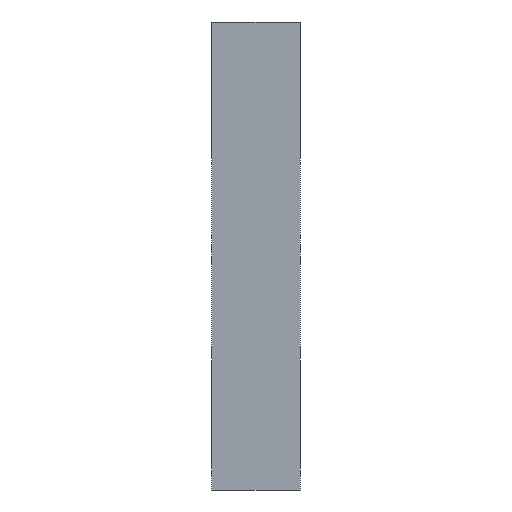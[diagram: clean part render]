
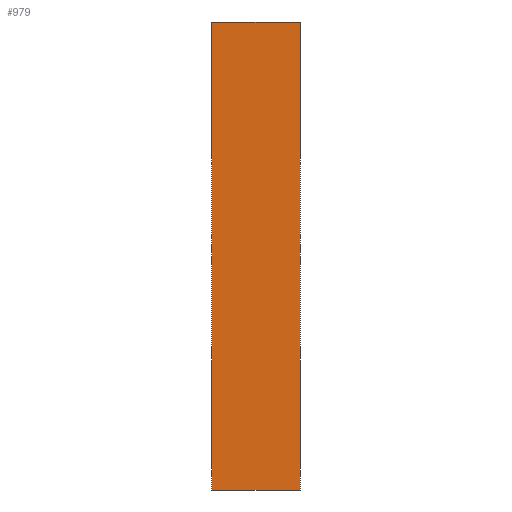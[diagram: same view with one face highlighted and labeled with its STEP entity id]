
A CAD part, left-side view. The second image highlights one B-rep face of the part: STEP entity #979.
In plain terms, the highlighted planar face has unit normal (-1, 0, 0).
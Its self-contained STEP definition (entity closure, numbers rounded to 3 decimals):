
#23=CARTESIAN_POINT('POINT4',(-150.813,47.625,-125.413)
   );
#24=VERTEX_POINT('VERTEX4',#23);
#31=CARTESIAN_POINT('POINT5',(-150.813,47.625,125.413))
   ;
#32=VERTEX_POINT('VERTEX5',#31);
#33=CARTESIAN_POINT('POS4',(-150.813,47.625,-125.413));
#34=DIRECTION('DIR6',(0.,0.,1.));
#35=VECTOR('VEC2',#34,1.);
#36=LINE('STRAIGHT2',#33,#35);
#37=EDGE_CURVE('EDGE4',#24,#32,#36,.T.);
#932=CARTESIAN_POINT('POINT57',(-150.813,0.,-125.413))
   ;
#933=VERTEX_POINT('VERTEX57',#932);
#934=CARTESIAN_POINT('POS108',(-150.813,0.,-125.413));
#935=DIRECTION('DIR184',(0.,1.,0.));
#936=VECTOR('VEC32',#935,1.);
#937=LINE('STRAIGHT32',#934,#936);
#938=EDGE_CURVE('EDGE82',#933,#24,#937,.T.);
#956=CARTESIAN_POINT('POINT58',(-150.813,0.,125.413));
#957=VERTEX_POINT('VERTEX58',#956);
#958=CARTESIAN_POINT('POS111',(-150.813,0.,125.413));
#959=DIRECTION('DIR188',(0.,1.,0.));
#960=VECTOR('VEC34',#959,1.);
#961=LINE('STRAIGHT34',#958,#960);
#962=EDGE_CURVE('EDGE84',#957,#32,#961,.T.);
#963=ORIENTED_EDGE('COEDGE135',*,*,#962,.T.);
#964=ORIENTED_EDGE('COEDGE136',*,*,#37,.F.);
#965=ORIENTED_EDGE('COEDGE137',*,*,#938,.F.);
#966=CARTESIAN_POINT('POS112',(-150.813,0.,-125.413));
#967=DIRECTION('DIR189',(0.,0.,1.));
#968=VECTOR('VEC35',#967,1.);
#969=LINE('STRAIGHT35',#966,#968);
#970=EDGE_CURVE('EDGE85',#933,#957,#969,.T.);
#971=ORIENTED_EDGE('COEDGE138',*,*,#970,.T.);
#972=EDGE_LOOP('NONE',(#963,#964,#965,#971));
#973=FACE_BOUND('LOOP1',#972,.T.);
#974=CARTESIAN_POINT('POS113',(-150.813,0.,-125.413));
#975=DIRECTION('DIR190',(-1.,0.,0.));
#976=DIRECTION('DIR191',(0.,1.,0.));
#977=AXIS2_PLACEMENT_3D('AXIS78',#974,#975,#976);
#978=PLANE('PLANE4',#977);
#979=ADVANCED_FACE('FACE28',(#973),#978,.T.);
